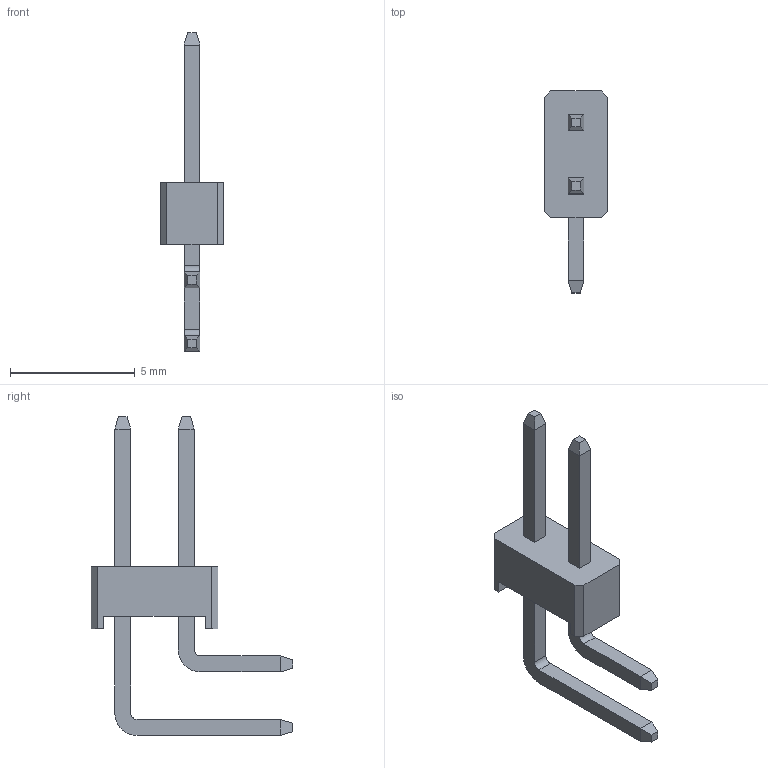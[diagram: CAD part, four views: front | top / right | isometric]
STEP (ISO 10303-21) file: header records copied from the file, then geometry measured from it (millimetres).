
FILE_DESCRIPTION (( 'STEP AP214' ), '1' );
FILE_NAME ('3A04EA9A-D25E-45CF-BBA5-2A3CD6ADB839.STEP', '2023-03-09T22:02:22', ( '' ), ( '' ), 'SwSTEP 2.0', 'SolidWorks 2022', '' );
FILE_SCHEMA (( 'AUTOMOTIVE_DESIGN' ));
Length unit declared in the file: millimetre
Products named in the file (1): 3A04EA9A-D25E-45CF-BBA5-2A3CD6ADB839
Bounding box: 2.54 x 8.08 x 12.76 mm (x, y, z)
Volume: 38.3 mm3; surface area: 132.5 mm2
Topology: 1 solids, 1 shells, 58 faces, 140 edges, 88 vertices
Faces by surface type: plane 54, cylinder 4
Entity records: 1832 total; most frequent: CARTESIAN_POINT 287, ORIENTED_EDGE 280, DIRECTION 266, EDGE_CURVE 140, VECTOR 132, LINE 132, VERTEX_POINT 88, AXIS2_PLACEMENT_3D 67
